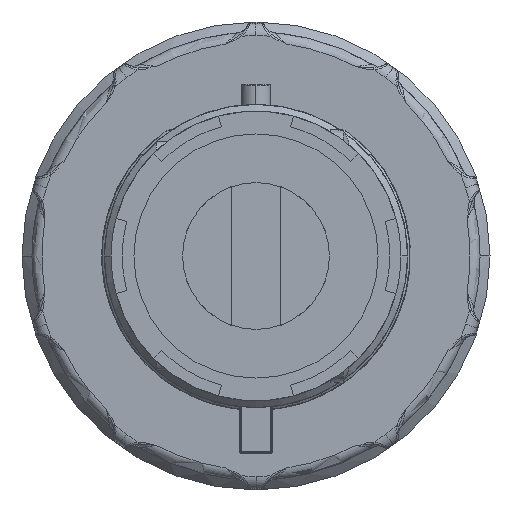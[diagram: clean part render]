
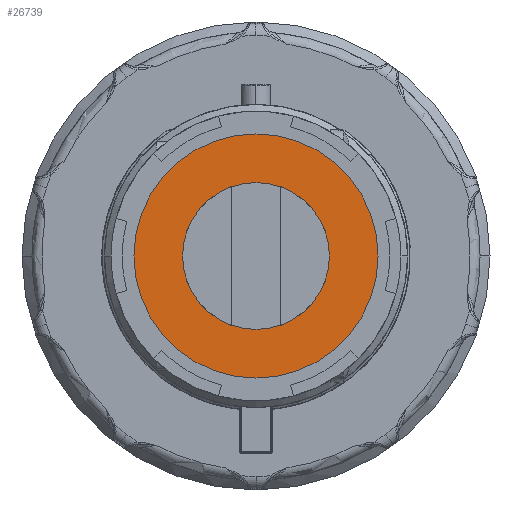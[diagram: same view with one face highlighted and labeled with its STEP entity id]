
A CAD part, front view. The second image highlights one B-rep face of the part: STEP entity #26739.
In plain terms, the highlighted planar face has unit normal (0, -1, 0).
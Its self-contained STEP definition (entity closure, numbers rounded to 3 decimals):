
#294 = DIRECTION ( 'NONE',  ( 0., 1., 0. ) ) ;
#745 = DIRECTION ( 'NONE',  ( 1., 0., 0. ) ) ;
#1347 = CIRCLE ( 'NONE', #20196, 24.52 ) ;
#2127 = ORIENTED_EDGE ( 'NONE', *, *, #10566, .T. ) ;
#2828 = VERTEX_POINT ( 'NONE', #16377 ) ;
#3243 = CARTESIAN_POINT ( 'NONE',  ( 24.52, -195.73, 0. ) ) ;
#3311 = VERTEX_POINT ( 'NONE', #6462 ) ;
#3463 = ORIENTED_EDGE ( 'NONE', *, *, #24729, .F. ) ;
#4315 = AXIS2_PLACEMENT_3D ( 'NONE', #18162, #294, #9077 ) ;
#6273 = VERTEX_POINT ( 'NONE', #3243 ) ;
#6462 = CARTESIAN_POINT ( 'NONE',  ( 14.75, -195.73, 0. ) ) ;
#8062 = DIRECTION ( 'NONE',  ( -1., 0., 0. ) ) ;
#9077 = DIRECTION ( 'NONE',  ( 1., 0., 0. ) ) ;
#9382 = CARTESIAN_POINT ( 'NONE',  ( 0., -195.73, 0. ) ) ;
#10129 = ORIENTED_EDGE ( 'NONE', *, *, #25408, .F. ) ;
#10566 = EDGE_CURVE ( 'NONE', #6273, #15719, #1347, .T. ) ;
#12274 = AXIS2_PLACEMENT_3D ( 'NONE', #18158, #24775, #20319 ) ;
#12479 = CARTESIAN_POINT ( 'NONE',  ( 0., -195.73, 0. ) ) ;
#13045 = CIRCLE ( 'NONE', #21352, 14.75 ) ;
#13939 = CIRCLE ( 'NONE', #21781, 14.75 ) ;
#14347 = EDGE_LOOP ( 'NONE', ( #2127, #28394 ) ) ;
#15719 = VERTEX_POINT ( 'NONE', #25625 ) ;
#16377 = CARTESIAN_POINT ( 'NONE',  ( -14.75, -195.73, 0. ) ) ;
#17791 = CIRCLE ( 'NONE', #12274, 24.52 ) ;
#18158 = CARTESIAN_POINT ( 'NONE',  ( 0., -195.73, 0. ) ) ;
#18162 = CARTESIAN_POINT ( 'NONE',  ( 0., -195.73, -11.972 ) ) ;
#18191 = DIRECTION ( 'NONE',  ( 0., -1., 0. ) ) ;
#18891 = CARTESIAN_POINT ( 'NONE',  ( 0., -195.73, 0. ) ) ;
#18914 = EDGE_CURVE ( 'NONE', #15719, #6273, #17791, .T. ) ;
#20042 = PLANE ( 'NONE',  #4315 ) ;
#20196 = AXIS2_PLACEMENT_3D ( 'NONE', #18891, #21184, #8062 ) ;
#20319 = DIRECTION ( 'NONE',  ( -1., 0., 0. ) ) ;
#21184 = DIRECTION ( 'NONE',  ( 0., -1., 0. ) ) ;
#21352 = AXIS2_PLACEMENT_3D ( 'NONE', #9382, #18191, #745 ) ;
#21412 = DIRECTION ( 'NONE',  ( 1., 0., 0. ) ) ;
#21781 = AXIS2_PLACEMENT_3D ( 'NONE', #12479, #23576, #21412 ) ;
#22486 = FACE_OUTER_BOUND ( 'NONE', #14347, .T. ) ;
#23576 = DIRECTION ( 'NONE',  ( 0., -1., 0. ) ) ;
#24495 = FACE_BOUND ( 'NONE', #26420, .T. ) ;
#24729 = EDGE_CURVE ( 'NONE', #2828, #3311, #13939, .T. ) ;
#24775 = DIRECTION ( 'NONE',  ( 0., -1., 0. ) ) ;
#25408 = EDGE_CURVE ( 'NONE', #3311, #2828, #13045, .T. ) ;
#25625 = CARTESIAN_POINT ( 'NONE',  ( -24.52, -195.73, 0. ) ) ;
#26420 = EDGE_LOOP ( 'NONE', ( #10129, #3463 ) ) ;
#26739 = ADVANCED_FACE ( 'NONE', ( #24495, #22486 ), #20042, .F. ) ;
#28394 = ORIENTED_EDGE ( 'NONE', *, *, #18914, .T. ) ;
